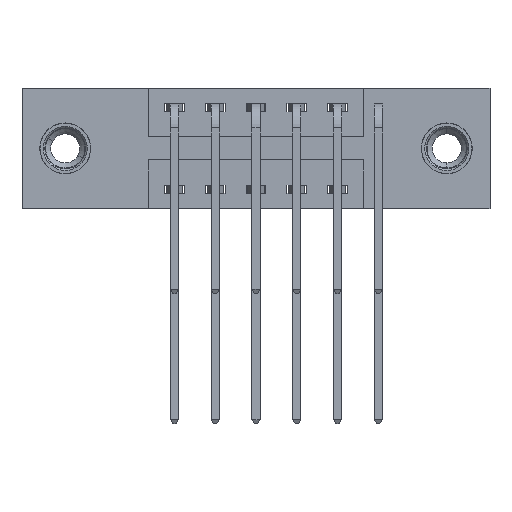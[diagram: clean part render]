
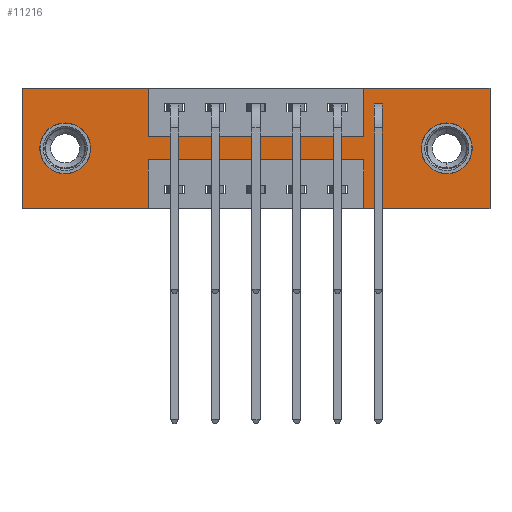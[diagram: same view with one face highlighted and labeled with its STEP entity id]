
A CAD part, front view. The second image highlights one B-rep face of the part: STEP entity #11216.
In plain terms, the highlighted planar face has unit normal (0, -1, 0).
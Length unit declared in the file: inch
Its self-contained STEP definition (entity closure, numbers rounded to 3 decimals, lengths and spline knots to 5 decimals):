
#39 = CARTESIAN_POINT ( 'NONE',  ( 0.3875, 0., 0. ) ) ;
#94 = DIRECTION ( 'NONE',  ( 0., -1., 0. ) ) ;
#159 = CARTESIAN_POINT ( 'NONE',  ( 0., 0., -0.37 ) ) ;
#161 = VECTOR ( 'NONE', #614, 39.37008 ) ;
#183 = ORIENTED_EDGE ( 'NONE', *, *, #384, .F. ) ;
#224 = VERTEX_POINT ( 'NONE', #6524 ) ;
#347 = DIRECTION ( 'NONE',  ( 0., 0., -1. ) ) ;
#384 = EDGE_CURVE ( 'NONE', #3369, #5422, #3390, .T. ) ;
#614 = DIRECTION ( 'NONE',  ( 0., 0., -1. ) ) ;
#629 = VECTOR ( 'NONE', #8964, 39.37008 ) ;
#699 = CARTESIAN_POINT ( 'NONE',  ( 1.0475, 0., 0. ) ) ;
#819 = VERTEX_POINT ( 'NONE', #1606 ) ;
#926 = EDGE_CURVE ( 'NONE', #10866, #9789, #9949, .T. ) ;
#974 = VECTOR ( 'NONE', #3737, 39.37008 ) ;
#1017 = VERTEX_POINT ( 'NONE', #1519 ) ;
#1172 = LINE ( 'NONE', #6219, #11125 ) ;
#1241 = CARTESIAN_POINT ( 'NONE',  ( 1.0475, 0., -0.22 ) ) ;
#1282 = DIRECTION ( 'NONE',  ( 0., 0., 1. ) ) ;
#1316 = EDGE_CURVE ( 'NONE', #5422, #2385, #10009, .T. ) ;
#1459 = EDGE_CURVE ( 'NONE', #2385, #10866, #7779, .T. ) ;
#1519 = CARTESIAN_POINT ( 'NONE',  ( 1.435, 0., 0. ) ) ;
#1555 = DIRECTION ( 'NONE',  ( -1., 0., 0. ) ) ;
#1606 = CARTESIAN_POINT ( 'NONE',  ( 0.3875, 0., -0.15 ) ) ;
#1638 = ORIENTED_EDGE ( 'NONE', *, *, #1459, .F. ) ;
#1660 = FACE_BOUND ( 'NONE', #8596, .T. ) ;
#1739 = CIRCLE ( 'NONE', #8660, 0.078 ) ;
#1791 = CARTESIAN_POINT ( 'NONE',  ( 0.3875, 0., -0.37 ) ) ;
#1891 = CIRCLE ( 'NONE', #4820, 0.078 ) ;
#1900 = DIRECTION ( 'NONE',  ( 0., 0., 1. ) ) ;
#1905 = EDGE_CURVE ( 'NONE', #4730, #224, #10989, .T. ) ;
#2038 = EDGE_CURVE ( 'NONE', #2901, #6362, #4956, .T. ) ;
#2116 = DIRECTION ( 'NONE',  ( 0., 0., 1. ) ) ;
#2150 = EDGE_CURVE ( 'NONE', #224, #1017, #3742, .T. ) ;
#2155 = CARTESIAN_POINT ( 'NONE',  ( 0.1325, 0., -0.107 ) ) ;
#2193 = DIRECTION ( 'NONE',  ( 1., 0., 0. ) ) ;
#2348 = ORIENTED_EDGE ( 'NONE', *, *, #6773, .T. ) ;
#2355 = CARTESIAN_POINT ( 'NONE',  ( 0.3875, 0., -0.37 ) ) ;
#2385 = VERTEX_POINT ( 'NONE', #1791 ) ;
#2461 = ORIENTED_EDGE ( 'NONE', *, *, #2150, .F. ) ;
#2693 = DIRECTION ( 'NONE',  ( 0., 0., -1. ) ) ;
#2722 = VERTEX_POINT ( 'NONE', #11234 ) ;
#2854 = VECTOR ( 'NONE', #1900, 39.37008 ) ;
#2901 = VERTEX_POINT ( 'NONE', #9826 ) ;
#2970 = ORIENTED_EDGE ( 'NONE', *, *, #5300, .F. ) ;
#2993 = LINE ( 'NONE', #6486, #4985 ) ;
#3044 = CARTESIAN_POINT ( 'NONE',  ( 0.3875, 0., 0. ) ) ;
#3230 = EDGE_LOOP ( 'NONE', ( #4206, #183, #9466, #3693, #2970, #2461, #5730, #7034, #5772, #6328, #4413, #1638 ) ) ;
#3369 = VERTEX_POINT ( 'NONE', #1241 ) ;
#3390 = LINE ( 'NONE', #7846, #4880 ) ;
#3667 = CARTESIAN_POINT ( 'NONE',  ( 0., 0., 0. ) ) ;
#3691 = VERTEX_POINT ( 'NONE', #39 ) ;
#3693 = ORIENTED_EDGE ( 'NONE', *, *, #5219, .F. ) ;
#3737 = DIRECTION ( 'NONE',  ( 1., 0., 0. ) ) ;
#3742 = LINE ( 'NONE', #7349, #4604 ) ;
#3786 = DIRECTION ( 'NONE',  ( 0., 0., -1. ) ) ;
#3967 = EDGE_CURVE ( 'NONE', #819, #4730, #2993, .T. ) ;
#4202 = DIRECTION ( 'NONE',  ( 0., 0., 1. ) ) ;
#4206 = ORIENTED_EDGE ( 'NONE', *, *, #1316, .F. ) ;
#4207 = VECTOR ( 'NONE', #4407, 39.37008 ) ;
#4407 = DIRECTION ( 'NONE',  ( -1., 0., 0. ) ) ;
#4413 = ORIENTED_EDGE ( 'NONE', *, *, #926, .F. ) ;
#4417 = VECTOR ( 'NONE', #347, 39.37008 ) ;
#4592 = PLANE ( 'NONE',  #5599 ) ;
#4604 = VECTOR ( 'NONE', #10825, 39.37008 ) ;
#4676 = DIRECTION ( 'NONE',  ( -1., 0., 0. ) ) ;
#4727 = LINE ( 'NONE', #8194, #4417 ) ;
#4730 = VERTEX_POINT ( 'NONE', #10660 ) ;
#4796 = DIRECTION ( 'NONE',  ( 0., 1., 0. ) ) ;
#4820 = AXIS2_PLACEMENT_3D ( 'NONE', #9584, #5264, #2693 ) ;
#4825 = LINE ( 'NONE', #9788, #974 ) ;
#4880 = VECTOR ( 'NONE', #1555, 39.37008 ) ;
#4956 = CIRCLE ( 'NONE', #10062, 0.078 ) ;
#4985 = VECTOR ( 'NONE', #2193, 39.37008 ) ;
#5168 = FACE_BOUND ( 'NONE', #9000, .T. ) ;
#5219 = EDGE_CURVE ( 'NONE', #6423, #2722, #1172, .T. ) ;
#5229 = FACE_OUTER_BOUND ( 'NONE', #3230, .T. ) ;
#5264 = DIRECTION ( 'NONE',  ( 0., 1., 0. ) ) ;
#5300 = EDGE_CURVE ( 'NONE', #1017, #6423, #4727, .T. ) ;
#5345 = VECTOR ( 'NONE', #1282, 39.37008 ) ;
#5422 = VERTEX_POINT ( 'NONE', #9968 ) ;
#5433 = VERTEX_POINT ( 'NONE', #2155 ) ;
#5502 = LINE ( 'NONE', #3044, #629 ) ;
#5599 = AXIS2_PLACEMENT_3D ( 'NONE', #8915, #94, #3786 ) ;
#5609 = EDGE_CURVE ( 'NONE', #2722, #3369, #6503, .T. ) ;
#5658 = CARTESIAN_POINT ( 'NONE',  ( 0., 0., 0. ) ) ;
#5730 = ORIENTED_EDGE ( 'NONE', *, *, #1905, .F. ) ;
#5772 = ORIENTED_EDGE ( 'NONE', *, *, #9274, .F. ) ;
#6219 = CARTESIAN_POINT ( 'NONE',  ( 0., 0., -0.37 ) ) ;
#6328 = ORIENTED_EDGE ( 'NONE', *, *, #7420, .F. ) ;
#6341 = ORIENTED_EDGE ( 'NONE', *, *, #7390, .T. ) ;
#6362 = VERTEX_POINT ( 'NONE', #8569 ) ;
#6423 = VERTEX_POINT ( 'NONE', #9599 ) ;
#6486 = CARTESIAN_POINT ( 'NONE',  ( 0.3875, 0., -0.15 ) ) ;
#6503 = LINE ( 'NONE', #9157, #5345 ) ;
#6524 = CARTESIAN_POINT ( 'NONE',  ( 1.0475, 0., 0. ) ) ;
#6773 = EDGE_CURVE ( 'NONE', #6362, #2901, #1891, .T. ) ;
#6834 = AXIS2_PLACEMENT_3D ( 'NONE', #10876, #7176, #10701 ) ;
#6959 = VECTOR ( 'NONE', #4202, 39.37008 ) ;
#6978 = CARTESIAN_POINT ( 'NONE',  ( 0., 0., -0.37 ) ) ;
#7034 = ORIENTED_EDGE ( 'NONE', *, *, #3967, .F. ) ;
#7176 = DIRECTION ( 'NONE',  ( 0., 1., 0. ) ) ;
#7349 = CARTESIAN_POINT ( 'NONE',  ( 0., 0., 0. ) ) ;
#7390 = EDGE_CURVE ( 'NONE', #5433, #9288, #10099, .T. ) ;
#7420 = EDGE_CURVE ( 'NONE', #9789, #3691, #4825, .T. ) ;
#7779 = LINE ( 'NONE', #6978, #4207 ) ;
#7846 = CARTESIAN_POINT ( 'NONE',  ( 0.3875, 0., -0.22 ) ) ;
#8094 = ORIENTED_EDGE ( 'NONE', *, *, #2038, .T. ) ;
#8194 = CARTESIAN_POINT ( 'NONE',  ( 1.435, 0., 0. ) ) ;
#8569 = CARTESIAN_POINT ( 'NONE',  ( 1.3025, 0., -0.107 ) ) ;
#8596 = EDGE_LOOP ( 'NONE', ( #2348, #8094 ) ) ;
#8660 = AXIS2_PLACEMENT_3D ( 'NONE', #9012, #4796, #2116 ) ;
#8818 = DIRECTION ( 'NONE',  ( 0., 1., 0. ) ) ;
#8915 = CARTESIAN_POINT ( 'NONE',  ( 0., 0., -0.37 ) ) ;
#8964 = DIRECTION ( 'NONE',  ( 0., 0., -1. ) ) ;
#9000 = EDGE_LOOP ( 'NONE', ( #6341, #9743 ) ) ;
#9012 = CARTESIAN_POINT ( 'NONE',  ( 0.1325, 0., -0.185 ) ) ;
#9157 = CARTESIAN_POINT ( 'NONE',  ( 1.0475, 0., -0.37 ) ) ;
#9274 = EDGE_CURVE ( 'NONE', #3691, #819, #5502, .T. ) ;
#9288 = VERTEX_POINT ( 'NONE', #9884 ) ;
#9466 = ORIENTED_EDGE ( 'NONE', *, *, #5609, .F. ) ;
#9584 = CARTESIAN_POINT ( 'NONE',  ( 1.3025, 0., -0.185 ) ) ;
#9599 = CARTESIAN_POINT ( 'NONE',  ( 1.435, 0., -0.37 ) ) ;
#9743 = ORIENTED_EDGE ( 'NONE', *, *, #10570, .T. ) ;
#9788 = CARTESIAN_POINT ( 'NONE',  ( 0., 0., 0. ) ) ;
#9789 = VERTEX_POINT ( 'NONE', #5658 ) ;
#9826 = CARTESIAN_POINT ( 'NONE',  ( 1.3025, 0., -0.263 ) ) ;
#9884 = CARTESIAN_POINT ( 'NONE',  ( 0.1325, 0., -0.263 ) ) ;
#9949 = LINE ( 'NONE', #3667, #2854 ) ;
#9968 = CARTESIAN_POINT ( 'NONE',  ( 0.3875, 0., -0.22 ) ) ;
#10009 = LINE ( 'NONE', #2355, #161 ) ;
#10062 = AXIS2_PLACEMENT_3D ( 'NONE', #10530, #8818, #10580 ) ;
#10099 = CIRCLE ( 'NONE', #6834, 0.078 ) ;
#10530 = CARTESIAN_POINT ( 'NONE',  ( 1.3025, 0., -0.185 ) ) ;
#10570 = EDGE_CURVE ( 'NONE', #9288, #5433, #1739, .T. ) ;
#10580 = DIRECTION ( 'NONE',  ( 0., 0., -1. ) ) ;
#10660 = CARTESIAN_POINT ( 'NONE',  ( 1.0475, 0., -0.15 ) ) ;
#10701 = DIRECTION ( 'NONE',  ( 0., 0., 1. ) ) ;
#10825 = DIRECTION ( 'NONE',  ( 1., 0., 0. ) ) ;
#10866 = VERTEX_POINT ( 'NONE', #159 ) ;
#10876 = CARTESIAN_POINT ( 'NONE',  ( 0.1325, 0., -0.185 ) ) ;
#10989 = LINE ( 'NONE', #699, #6959 ) ;
#11125 = VECTOR ( 'NONE', #4676, 39.37008 ) ;
#11216 = ADVANCED_FACE ( 'NONE', ( #1660, #5168, #5229 ), #4592, .T. ) ;
#11234 = CARTESIAN_POINT ( 'NONE',  ( 1.0475, 0., -0.37 ) ) ;
